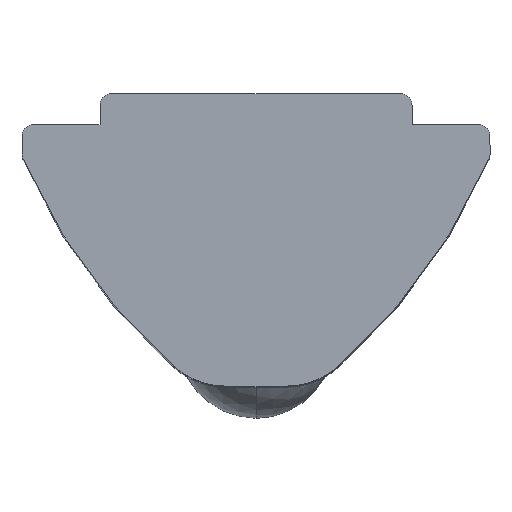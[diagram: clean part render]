
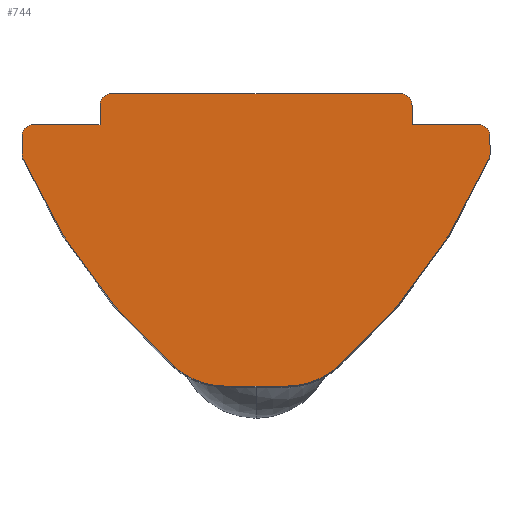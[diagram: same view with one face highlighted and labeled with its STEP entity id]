
A CAD part, top view. The second image highlights one B-rep face of the part: STEP entity #744.
In plain terms, the highlighted planar face has unit normal (0, 0, 1).
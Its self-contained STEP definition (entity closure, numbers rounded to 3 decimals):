
#4 = DIRECTION ( 'NONE',  ( 1., 0., 0. ) ) ;
#11 = PLANE ( 'NONE',  #801 ) ;
#14 = CARTESIAN_POINT ( 'NONE',  ( -4., -0.8, 10. ) ) ;
#17 = CARTESIAN_POINT ( 'NONE',  ( -6., -1.1, 10. ) ) ;
#22 = CARTESIAN_POINT ( 'NONE',  ( 0.776, -5.5, 10. ) ) ;
#24 = VERTEX_POINT ( 'NONE', #17 ) ;
#31 = AXIS2_PLACEMENT_3D ( 'NONE', #828, #1098, #395 ) ;
#33 = AXIS2_PLACEMENT_3D ( 'NONE', #354, #642, #809 ) ;
#42 = EDGE_CURVE ( 'NONE', #449, #570, #947, .T. ) ;
#45 = ORIENTED_EDGE ( 'NONE', *, *, #777, .T. ) ;
#47 = EDGE_CURVE ( 'NONE', #879, #578, #85, .T. ) ;
#67 = EDGE_LOOP ( 'NONE', ( #967, #775, #980, #727, #1054, #931, #839, #299, #614, #948, #697, #45, #771, #91, #706, #394, #726, #401 ) ) ;
#77 = VERTEX_POINT ( 'NONE', #136 ) ;
#82 = CARTESIAN_POINT ( 'NONE',  ( -0.776, -7.5, 10. ) ) ;
#85 = CIRCLE ( 'NONE', #1131, 15. ) ;
#91 = ORIENTED_EDGE ( 'NONE', *, *, #329, .T. ) ;
#92 = LINE ( 'NONE', #170, #906 ) ;
#94 = LINE ( 'NONE', #1072, #191 ) ;
#98 = CARTESIAN_POINT ( 'NONE',  ( -7.806, 4.264, 10. ) ) ;
#99 = FACE_OUTER_BOUND ( 'NONE', #67, .T. ) ;
#104 = EDGE_CURVE ( 'NONE', #578, #901, #668, .T. ) ;
#110 = DIRECTION ( 'NONE',  ( -1., 0., 0. ) ) ;
#119 = DIRECTION ( 'NONE',  ( 1., 0., 0. ) ) ;
#120 = VERTEX_POINT ( 'NONE', #1112 ) ;
#126 = CIRCLE ( 'NONE', #848, 2. ) ;
#136 = CARTESIAN_POINT ( 'NONE',  ( 4., -0.8, 10. ) ) ;
#137 = DIRECTION ( 'NONE',  ( -1., 0., 0. ) ) ;
#148 = VERTEX_POINT ( 'NONE', #837 ) ;
#163 = CARTESIAN_POINT ( 'NONE',  ( 0.776, -7.5, 10. ) ) ;
#170 = CARTESIAN_POINT ( 'NONE',  ( 6., -0.8, 10. ) ) ;
#173 = EDGE_CURVE ( 'NONE', #545, #879, #628, .T. ) ;
#182 = DIRECTION ( 'NONE',  ( -1., 0., 0. ) ) ;
#191 = VECTOR ( 'NONE', #182, 1000. ) ;
#192 = DIRECTION ( 'NONE',  ( 0., 0., 1. ) ) ;
#201 = DIRECTION ( 'NONE',  ( 0., 0., 1. ) ) ;
#212 = AXIS2_PLACEMENT_3D ( 'NONE', #875, #248, #707 ) ;
#216 = LINE ( 'NONE', #938, #885 ) ;
#248 = DIRECTION ( 'NONE',  ( 0., 0., 1. ) ) ;
#250 = DIRECTION ( 'NONE',  ( 0., 0., 1. ) ) ;
#253 = DIRECTION ( 'NONE',  ( 0., 1., 0. ) ) ;
#272 = CARTESIAN_POINT ( 'NONE',  ( -4., 0., 10. ) ) ;
#285 = CIRCLE ( 'NONE', #324, 0.3 ) ;
#299 = ORIENTED_EDGE ( 'NONE', *, *, #1015, .T. ) ;
#300 = LINE ( 'NONE', #935, #834 ) ;
#324 = AXIS2_PLACEMENT_3D ( 'NONE', #421, #591, #499 ) ;
#329 = EDGE_CURVE ( 'NONE', #733, #24, #462, .T. ) ;
#338 = EDGE_CURVE ( 'NONE', #570, #685, #576, .T. ) ;
#350 = DIRECTION ( 'NONE',  ( 1., 0., 0. ) ) ;
#354 = CARTESIAN_POINT ( 'NONE',  ( -5.7, -1.539, 10. ) ) ;
#357 = LINE ( 'NONE', #998, #1046 ) ;
#362 = AXIS2_PLACEMENT_3D ( 'NONE', #964, #250, #1140 ) ;
#363 = EDGE_CURVE ( 'NONE', #901, #120, #92, .T. ) ;
#373 = DIRECTION ( 'NONE',  ( 0., 1., 0. ) ) ;
#374 = DIRECTION ( 'NONE',  ( 1., 0., 0. ) ) ;
#377 = CARTESIAN_POINT ( 'NONE',  ( 3.7, 0., 10. ) ) ;
#379 = VERTEX_POINT ( 'NONE', #82 ) ;
#394 = ORIENTED_EDGE ( 'NONE', *, *, #42, .T. ) ;
#395 = DIRECTION ( 'NONE',  ( 1., 0., 0. ) ) ;
#401 = ORIENTED_EDGE ( 'NONE', *, *, #724, .T. ) ;
#403 = CARTESIAN_POINT ( 'NONE',  ( 5.7, -1.539, 10. ) ) ;
#421 = CARTESIAN_POINT ( 'NONE',  ( 3.7, -0.3, 10. ) ) ;
#426 = LINE ( 'NONE', #600, #554 ) ;
#428 = EDGE_CURVE ( 'NONE', #933, #824, #285, .T. ) ;
#443 = DIRECTION ( 'NONE',  ( 0., 0., 1. ) ) ;
#449 = VERTEX_POINT ( 'NONE', #1016 ) ;
#461 = VERTEX_POINT ( 'NONE', #681 ) ;
#462 = CIRCLE ( 'NONE', #704, 0.3 ) ;
#499 = DIRECTION ( 'NONE',  ( 1., 0., 0. ) ) ;
#515 = EDGE_CURVE ( 'NONE', #824, #461, #216, .T. ) ;
#522 = DIRECTION ( 'NONE',  ( 1., 0., 0. ) ) ;
#540 = DIRECTION ( 'NONE',  ( 0., 0., 1. ) ) ;
#545 = VERTEX_POINT ( 'NONE', #163 ) ;
#551 = AXIS2_PLACEMENT_3D ( 'NONE', #403, #201, #119 ) ;
#554 = VECTOR ( 'NONE', #700, 1000. ) ;
#570 = VERTEX_POINT ( 'NONE', #1038 ) ;
#571 = EDGE_CURVE ( 'NONE', #461, #1030, #1075, .T. ) ;
#576 = CIRCLE ( 'NONE', #212, 15. ) ;
#578 = VERTEX_POINT ( 'NONE', #883 ) ;
#591 = DIRECTION ( 'NONE',  ( 0., 0., 1. ) ) ;
#600 = CARTESIAN_POINT ( 'NONE',  ( -6., -0.8, 10. ) ) ;
#605 = AXIS2_PLACEMENT_3D ( 'NONE', #22, #751, #374 ) ;
#614 = ORIENTED_EDGE ( 'NONE', *, *, #428, .T. ) ;
#618 = CARTESIAN_POINT ( 'NONE',  ( -5.7, -1.1, 10. ) ) ;
#628 = CIRCLE ( 'NONE', #605, 2. ) ;
#637 = EDGE_CURVE ( 'NONE', #24, #449, #426, .T. ) ;
#642 = DIRECTION ( 'NONE',  ( 0., 0., 1. ) ) ;
#645 = VECTOR ( 'NONE', #110, 1000. ) ;
#655 = CARTESIAN_POINT ( 'NONE',  ( -4., -0.3, 10. ) ) ;
#668 = CIRCLE ( 'NONE', #551, 0.3 ) ;
#681 = CARTESIAN_POINT ( 'NONE',  ( -3.7, 0., 10. ) ) ;
#685 = VERTEX_POINT ( 'NONE', #889 ) ;
#692 = EDGE_CURVE ( 'NONE', #148, #77, #94, .T. ) ;
#697 = ORIENTED_EDGE ( 'NONE', *, *, #571, .T. ) ;
#700 = DIRECTION ( 'NONE',  ( 0., -1., 0. ) ) ;
#704 = AXIS2_PLACEMENT_3D ( 'NONE', #618, #443, #522 ) ;
#706 = ORIENTED_EDGE ( 'NONE', *, *, #637, .T. ) ;
#707 = DIRECTION ( 'NONE',  ( 1., 0., 0. ) ) ;
#724 = EDGE_CURVE ( 'NONE', #685, #379, #126, .T. ) ;
#726 = ORIENTED_EDGE ( 'NONE', *, *, #338, .T. ) ;
#727 = ORIENTED_EDGE ( 'NONE', *, *, #104, .T. ) ;
#733 = VERTEX_POINT ( 'NONE', #1079 ) ;
#735 = LINE ( 'NONE', #14, #645 ) ;
#744 = ADVANCED_FACE ( 'NONE', ( #99 ), #11, .T. ) ;
#746 = CARTESIAN_POINT ( 'NONE',  ( 4., -0.3, 10. ) ) ;
#751 = DIRECTION ( 'NONE',  ( 0., 0., 1. ) ) ;
#771 = ORIENTED_EDGE ( 'NONE', *, *, #897, .T. ) ;
#775 = ORIENTED_EDGE ( 'NONE', *, *, #173, .T. ) ;
#777 = EDGE_CURVE ( 'NONE', #1030, #1014, #832, .T. ) ;
#798 = EDGE_CURVE ( 'NONE', #379, #545, #357, .T. ) ;
#801 = AXIS2_PLACEMENT_3D ( 'NONE', #805, #1153, #350 ) ;
#805 = CARTESIAN_POINT ( 'NONE',  ( -7.806, 4.264, 10. ) ) ;
#809 = DIRECTION ( 'NONE',  ( 1., 0., 0. ) ) ;
#811 = DIRECTION ( 'NONE',  ( 0., -1., 0. ) ) ;
#816 = DIRECTION ( 'NONE',  ( 1., 0., 0. ) ) ;
#824 = VERTEX_POINT ( 'NONE', #377 ) ;
#828 = CARTESIAN_POINT ( 'NONE',  ( 5.7, -1.1, 10. ) ) ;
#832 = LINE ( 'NONE', #272, #1092 ) ;
#834 = VECTOR ( 'NONE', #373, 1000. ) ;
#837 = CARTESIAN_POINT ( 'NONE',  ( 5.7, -0.8, 10. ) ) ;
#839 = ORIENTED_EDGE ( 'NONE', *, *, #692, .T. ) ;
#848 = AXIS2_PLACEMENT_3D ( 'NONE', #984, #540, #895 ) ;
#875 = CARTESIAN_POINT ( 'NONE',  ( 7.806, 4.264, 10. ) ) ;
#879 = VERTEX_POINT ( 'NONE', #978 ) ;
#883 = CARTESIAN_POINT ( 'NONE',  ( 5.976, -1.657, 10. ) ) ;
#885 = VECTOR ( 'NONE', #137, 1000. ) ;
#889 = CARTESIAN_POINT ( 'NONE',  ( -2.097, -7.002, 10. ) ) ;
#895 = DIRECTION ( 'NONE',  ( 1., 0., 0. ) ) ;
#897 = EDGE_CURVE ( 'NONE', #1014, #733, #735, .T. ) ;
#901 = VERTEX_POINT ( 'NONE', #1106 ) ;
#906 = VECTOR ( 'NONE', #253, 1000. ) ;
#931 = ORIENTED_EDGE ( 'NONE', *, *, #985, .T. ) ;
#933 = VERTEX_POINT ( 'NONE', #746 ) ;
#935 = CARTESIAN_POINT ( 'NONE',  ( 4., 0., 10. ) ) ;
#938 = CARTESIAN_POINT ( 'NONE',  ( -4., 0., 10. ) ) ;
#947 = CIRCLE ( 'NONE', #33, 0.3 ) ;
#948 = ORIENTED_EDGE ( 'NONE', *, *, #515, .T. ) ;
#964 = CARTESIAN_POINT ( 'NONE',  ( -3.7, -0.3, 10. ) ) ;
#967 = ORIENTED_EDGE ( 'NONE', *, *, #798, .T. ) ;
#978 = CARTESIAN_POINT ( 'NONE',  ( 2.097, -7.002, 10. ) ) ;
#980 = ORIENTED_EDGE ( 'NONE', *, *, #47, .T. ) ;
#984 = CARTESIAN_POINT ( 'NONE',  ( -0.776, -5.5, 10. ) ) ;
#985 = EDGE_CURVE ( 'NONE', #120, #148, #1034, .T. ) ;
#993 = CARTESIAN_POINT ( 'NONE',  ( -4., -0.8, 10. ) ) ;
#998 = CARTESIAN_POINT ( 'NONE',  ( -1.5, -7.5, 10. ) ) ;
#1014 = VERTEX_POINT ( 'NONE', #993 ) ;
#1015 = EDGE_CURVE ( 'NONE', #77, #933, #300, .T. ) ;
#1016 = CARTESIAN_POINT ( 'NONE',  ( -6., -1.539, 10. ) ) ;
#1030 = VERTEX_POINT ( 'NONE', #655 ) ;
#1034 = CIRCLE ( 'NONE', #31, 0.3 ) ;
#1038 = CARTESIAN_POINT ( 'NONE',  ( -5.976, -1.657, 10. ) ) ;
#1046 = VECTOR ( 'NONE', #816, 1000. ) ;
#1054 = ORIENTED_EDGE ( 'NONE', *, *, #363, .T. ) ;
#1072 = CARTESIAN_POINT ( 'NONE',  ( 4., -0.8, 10. ) ) ;
#1075 = CIRCLE ( 'NONE', #362, 0.3 ) ;
#1079 = CARTESIAN_POINT ( 'NONE',  ( -5.7, -0.8, 10. ) ) ;
#1092 = VECTOR ( 'NONE', #811, 1000. ) ;
#1098 = DIRECTION ( 'NONE',  ( 0., 0., 1. ) ) ;
#1106 = CARTESIAN_POINT ( 'NONE',  ( 6., -1.539, 10. ) ) ;
#1112 = CARTESIAN_POINT ( 'NONE',  ( 6., -1.1, 10. ) ) ;
#1131 = AXIS2_PLACEMENT_3D ( 'NONE', #98, #192, #4 ) ;
#1140 = DIRECTION ( 'NONE',  ( 1., 0., 0. ) ) ;
#1153 = DIRECTION ( 'NONE',  ( 0., 0., 1. ) ) ;
